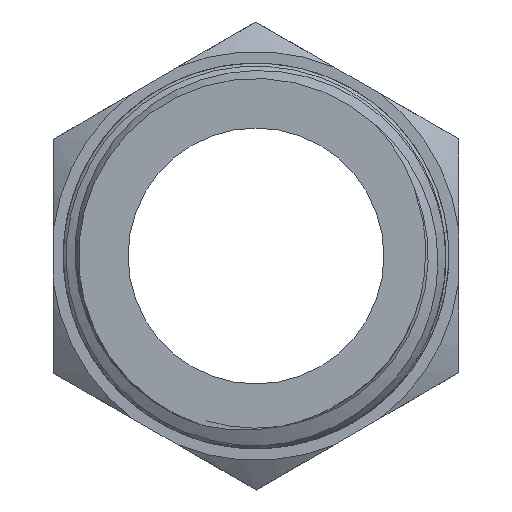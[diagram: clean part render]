
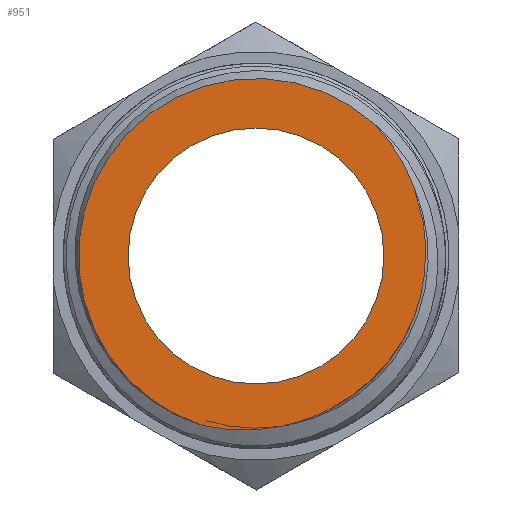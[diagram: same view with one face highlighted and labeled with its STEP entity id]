
A CAD part, left-side view. The second image highlights one B-rep face of the part: STEP entity #951.
In plain terms, the highlighted planar face has unit normal (-1, 0, 0).
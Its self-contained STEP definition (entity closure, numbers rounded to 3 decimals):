
#28=FACE_BOUND('',#167,.T.);
#32=PLANE('',#1031);
#111=FACE_OUTER_BOUND('',#166,.T.);
#166=EDGE_LOOP('',(#736,#737,#738,#739,#740,#741));
#167=EDGE_LOOP('',(#742));
#207=CIRCLE('',#1032,5.723);
#208=CIRCLE('',#1033,6.);
#209=CIRCLE('',#1034,4.325);
#253=B_SPLINE_CURVE_WITH_KNOTS('',3,(#3400,#3401,#3402,#3403,#3404,#3405,
#3406,#3407,#3408,#3409,#3410,#3411,#3412,#3413,#3414,#3415,#3416,#3417,
#3418,#3419,#3420,#3421),.UNSPECIFIED.,.F.,.F.,(4,3,3,3,3,3,3,4),(2.976,
3.026,3.079,3.129,3.179,3.192,
3.198,3.237),.UNSPECIFIED.);
#260=B_SPLINE_CURVE_WITH_KNOTS('',3,(#4493,#4494,#4495,#4496,#4497,#4498,
#4499,#4500,#4501,#4502,#4503,#4504,#4505,#4506,#4507,#4508,#4509,#4510,
#4511,#4512,#4513,#4514),.UNSPECIFIED.,.F.,.F.,(4,3,3,3,3,3,3,4),(2.118,
2.166,2.216,2.265,2.315,2.332,
2.34,2.376),.UNSPECIFIED.);
#263=B_SPLINE_CURVE_WITH_KNOTS('',3,(#4984,#4985,#4986,#4987,#4988,#4989,
#4990,#4991),.UNSPECIFIED.,.F.,.F.,(4,2,2,4),(0.,0.129,0.198,
0.273),.UNSPECIFIED.);
#264=B_SPLINE_CURVE_WITH_KNOTS('',3,(#4993,#4994,#4995,#4996,#4997,#4998),
 .UNSPECIFIED.,.F.,.F.,(4,2,4),(0.,0.225,0.501),
 .UNSPECIFIED.);
#432=VERTEX_POINT('',#3268);
#433=VERTEX_POINT('',#3399);
#436=VERTEX_POINT('',#3989);
#439=VERTEX_POINT('',#4397);
#440=VERTEX_POINT('',#4981);
#441=VERTEX_POINT('',#4982);
#442=VERTEX_POINT('',#4999);
#553=EDGE_CURVE('',#432,#433,#253,.T.);
#560=EDGE_CURVE('',#439,#436,#260,.T.);
#563=EDGE_CURVE('',#440,#441,#207,.T.);
#564=EDGE_CURVE('',#433,#440,#263,.T.);
#565=EDGE_CURVE('',#436,#432,#208,.T.);
#566=EDGE_CURVE('',#441,#439,#264,.T.);
#567=EDGE_CURVE('',#442,#442,#209,.T.);
#736=ORIENTED_EDGE('',*,*,#563,.F.);
#737=ORIENTED_EDGE('',*,*,#564,.F.);
#738=ORIENTED_EDGE('',*,*,#553,.F.);
#739=ORIENTED_EDGE('',*,*,#565,.F.);
#740=ORIENTED_EDGE('',*,*,#560,.F.);
#741=ORIENTED_EDGE('',*,*,#566,.F.);
#742=ORIENTED_EDGE('',*,*,#567,.T.);
#951=ADVANCED_FACE('',(#111,#28),#32,.F.);
#1031=AXIS2_PLACEMENT_3D('',#4980,#1161,#1162);
#1032=AXIS2_PLACEMENT_3D('',#4983,#1163,#1164);
#1033=AXIS2_PLACEMENT_3D('',#4992,#1165,#1166);
#1034=AXIS2_PLACEMENT_3D('',#5000,#1167,#1168);
#1161=DIRECTION('center_axis',(1.,0.,0.));
#1162=DIRECTION('ref_axis',(0.,0.,-1.));
#1163=DIRECTION('center_axis',(1.,0.,0.));
#1164=DIRECTION('ref_axis',(0.,0.,-1.));
#1165=DIRECTION('center_axis',(1.,0.,0.));
#1166=DIRECTION('ref_axis',(0.,0.,-1.));
#1167=DIRECTION('center_axis',(1.,0.,0.));
#1168=DIRECTION('ref_axis',(0.,0.,-1.));
#3268=CARTESIAN_POINT('',(-11.5,-3.987,4.483));
#3399=CARTESIAN_POINT('',(-11.5,-5.347,2.302));
#3400=CARTESIAN_POINT('Ctrl Pts',(-11.5,-3.987,4.483));
#3401=CARTESIAN_POINT('Ctrl Pts',(-11.5,-4.104,4.364));
#3402=CARTESIAN_POINT('Ctrl Pts',(-11.5,-4.216,4.24));
#3403=CARTESIAN_POINT('Ctrl Pts',(-11.5,-4.322,4.112));
#3404=CARTESIAN_POINT('Ctrl Pts',(-11.5,-4.433,3.978));
#3405=CARTESIAN_POINT('Ctrl Pts',(-11.5,-4.538,3.839));
#3406=CARTESIAN_POINT('Ctrl Pts',(-11.5,-4.637,3.696));
#3407=CARTESIAN_POINT('Ctrl Pts',(-11.5,-4.731,3.559));
#3408=CARTESIAN_POINT('Ctrl Pts',(-11.5,-4.82,3.418));
#3409=CARTESIAN_POINT('Ctrl Pts',(-11.5,-4.903,3.274));
#3410=CARTESIAN_POINT('Ctrl Pts',(-11.5,-4.984,3.131));
#3411=CARTESIAN_POINT('Ctrl Pts',(-11.5,-5.06,2.985));
#3412=CARTESIAN_POINT('Ctrl Pts',(-11.5,-5.13,2.835));
#3413=CARTESIAN_POINT('Ctrl Pts',(-11.5,-5.148,2.797));
#3414=CARTESIAN_POINT('Ctrl Pts',(-11.5,-5.165,2.759));
#3415=CARTESIAN_POINT('Ctrl Pts',(-11.5,-5.182,2.72));
#3416=CARTESIAN_POINT('Ctrl Pts',(-11.5,-5.19,2.703));
#3417=CARTESIAN_POINT('Ctrl Pts',(-11.5,-5.197,2.686));
#3418=CARTESIAN_POINT('Ctrl Pts',(-11.5,-5.205,2.668));
#3419=CARTESIAN_POINT('Ctrl Pts',(-11.5,-5.256,2.548));
#3420=CARTESIAN_POINT('Ctrl Pts',(-11.5,-5.304,2.426));
#3421=CARTESIAN_POINT('Ctrl Pts',(-11.5,-5.347,2.302));
#3989=CARTESIAN_POINT('',(-11.5,1.754,-5.738));
#4397=CARTESIAN_POINT('',(-11.5,-0.816,-5.764));
#4493=CARTESIAN_POINT('Ctrl Pts',(-11.5,-0.816,-5.764));
#4494=CARTESIAN_POINT('Ctrl Pts',(-11.5,-0.656,-5.798));
#4495=CARTESIAN_POINT('Ctrl Pts',(-11.5,-0.496,-5.825));
#4496=CARTESIAN_POINT('Ctrl Pts',(-11.5,-0.335,-5.845));
#4497=CARTESIAN_POINT('Ctrl Pts',(-11.5,-0.172,-5.866));
#4498=CARTESIAN_POINT('Ctrl Pts',(-11.5,-0.007,-5.88));
#4499=CARTESIAN_POINT('Ctrl Pts',(-11.5,0.157,-5.887));
#4500=CARTESIAN_POINT('Ctrl Pts',(-11.5,0.324,-5.894));
#4501=CARTESIAN_POINT('Ctrl Pts',(-11.5,0.49,-5.894));
#4502=CARTESIAN_POINT('Ctrl Pts',(-11.5,0.657,-5.887));
#4503=CARTESIAN_POINT('Ctrl Pts',(-11.5,0.823,-5.88));
#4504=CARTESIAN_POINT('Ctrl Pts',(-11.5,0.989,-5.866));
#4505=CARTESIAN_POINT('Ctrl Pts',(-11.5,1.155,-5.845));
#4506=CARTESIAN_POINT('Ctrl Pts',(-11.5,1.211,-5.838));
#4507=CARTESIAN_POINT('Ctrl Pts',(-11.5,1.268,-5.83));
#4508=CARTESIAN_POINT('Ctrl Pts',(-11.5,1.324,-5.821));
#4509=CARTESIAN_POINT('Ctrl Pts',(-11.5,1.349,-5.817));
#4510=CARTESIAN_POINT('Ctrl Pts',(-11.5,1.374,-5.813));
#4511=CARTESIAN_POINT('Ctrl Pts',(-11.5,1.4,-5.809));
#4512=CARTESIAN_POINT('Ctrl Pts',(-11.5,1.519,-5.789));
#4513=CARTESIAN_POINT('Ctrl Pts',(-11.5,1.637,-5.765));
#4514=CARTESIAN_POINT('Ctrl Pts',(-11.5,1.754,-5.738));
#4980=CARTESIAN_POINT('Origin',(-11.5,0.,0.));
#4981=CARTESIAN_POINT('',(-11.5,-5.359,-2.008));
#4982=CARTESIAN_POINT('',(-11.5,-4.503,-3.532));
#4983=CARTESIAN_POINT('Origin',(-11.5,0.,0.));
#4984=CARTESIAN_POINT('Ctrl Pts',(-11.5,-5.347,2.302));
#4985=CARTESIAN_POINT('Ctrl Pts',(-11.5,-5.489,1.895));
#4986=CARTESIAN_POINT('Ctrl Pts',(-11.5,-5.675,1.281));
#4987=CARTESIAN_POINT('Ctrl Pts',(-11.5,-5.754,0.1));
#4988=CARTESIAN_POINT('Ctrl Pts',(-11.5,-5.74,-0.312));
#4989=CARTESIAN_POINT('Ctrl Pts',(-11.5,-5.623,-1.16));
#4990=CARTESIAN_POINT('Ctrl Pts',(-11.5,-5.515,-1.592));
#4991=CARTESIAN_POINT('Ctrl Pts',(-11.5,-5.359,-2.008));
#4992=CARTESIAN_POINT('Origin',(-11.5,0.,0.));
#4993=CARTESIAN_POINT('Ctrl Pts',(-11.5,-4.503,-3.532));
#4994=CARTESIAN_POINT('Ctrl Pts',(-11.5,-4.039,-4.123));
#4995=CARTESIAN_POINT('Ctrl Pts',(-11.5,-3.47,-4.62));
#4996=CARTESIAN_POINT('Ctrl Pts',(-11.5,-2.03,-5.468));
#4997=CARTESIAN_POINT('Ctrl Pts',(-11.5,-1.294,-5.662));
#4998=CARTESIAN_POINT('Ctrl Pts',(-11.5,-0.816,-5.764));
#4999=CARTESIAN_POINT('',(-11.5,0.,4.325));
#5000=CARTESIAN_POINT('Origin',(-11.5,0.,0.));
